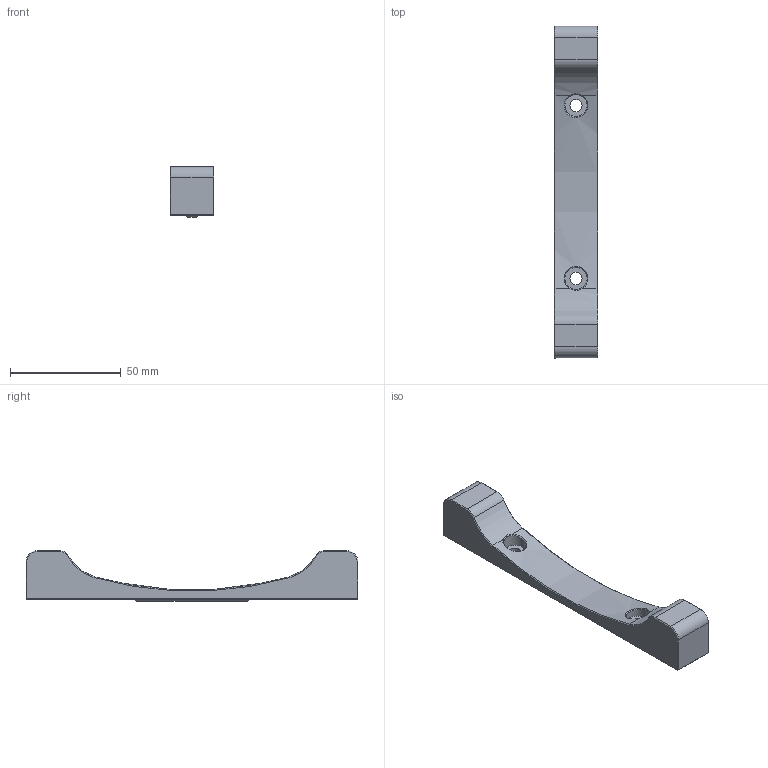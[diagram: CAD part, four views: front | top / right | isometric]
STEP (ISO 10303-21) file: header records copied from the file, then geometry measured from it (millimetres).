
FILE_DESCRIPTION(/* description */ (''),/* implementation_level */ '2;1');
FILE_NAME(/* name */ 'spool roller shaft mount.step',/* time_stamp */ '2025-11-10T11:32:09-05:00',/* author */ (''),/* organization */ (''),/* preprocessor_version */ 'ST-DEVELOPER v20.1',/* originating_system */ 'Autodesk Translation Framework v14.17.0.0',/* authorisation */ '');
FILE_SCHEMA (('AUTOMOTIVE_DESIGN { 1 0 10303 214 3 1 1 }'));
Length unit declared in the file: millimetre
Products named in the file (1): spool roller shaft mount
Bounding box: 19.8 x 150 x 23 mm (x, y, z)
Volume: 30629.8 mm3; surface area: 11427.2 mm2
Topology: 1 solids, 1 shells, 67 faces, 156 edges, 94 vertices
Faces by surface type: plane 30, cone 16, cylinder 13, bspline 8
Full cylindrical faces by diameter (mm): 5.5 x2, 8.3 x2, 10 x2
Entity records: 2801 total; most frequent: CARTESIAN_POINT 1268, ORIENTED_EDGE 312, DIRECTION 298, EDGE_CURVE 156, AXIS2_PLACEMENT_3D 100, LINE 98, VECTOR 98, VERTEX_POINT 94
